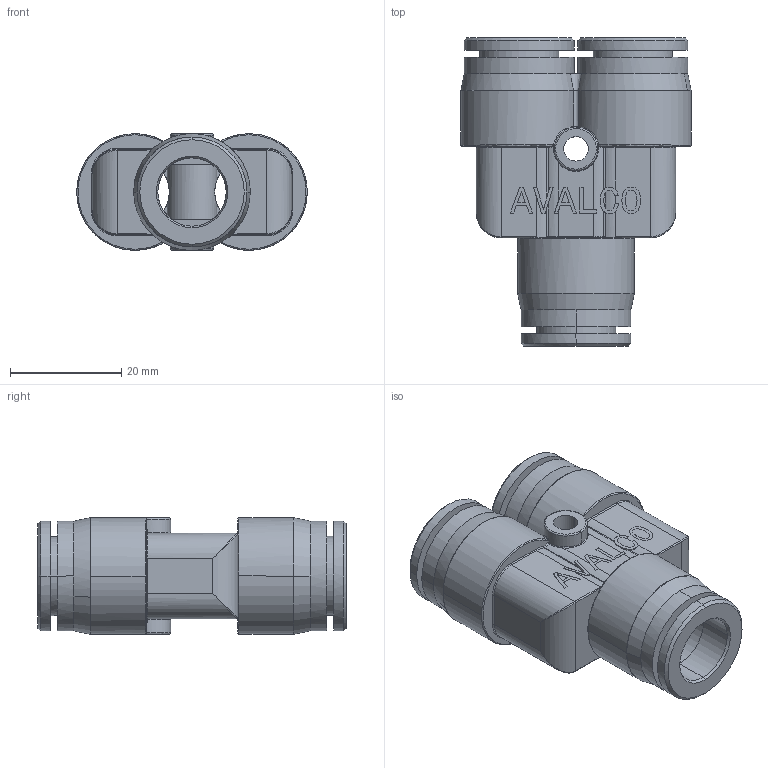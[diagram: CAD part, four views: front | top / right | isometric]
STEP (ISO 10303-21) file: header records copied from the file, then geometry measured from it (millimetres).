
FILE_DESCRIPTION(('CATIA V5 STEP Exchange'),'2;1');
FILE_NAME('PR560B-12.stp','2018-04-14T15:19:53+00:00',('none'),('none'),'CATIA Version 5 Release 21 GA (IN-10)','CATIA V5 STEP AP203','none');
FILE_SCHEMA(('CONFIG_CONTROL_DESIGN'));
Length unit declared in the file: millimetre
Products named in the file (1): PR560B-12
Bounding box: 41.5 x 55.5 x 21 mm (x, y, z)
Volume: 16503.9 mm3; surface area: 11119.3 mm2
Topology: 1 solids, 1 shells, 461 faces, 1231 edges, 787 vertices
Faces by surface type: plane 272, cylinder 89, torus 48, bspline 32, cone 20
Entity records: 16574 total; most frequent: CARTESIAN_POINT 6049, ORIENTED_EDGE 2462, DIRECTION 1693, EDGE_CURVE 1231, VERTEX_POINT 787, VECTOR 729, LINE 729, AXIS2_PLACEMENT_3D 592
